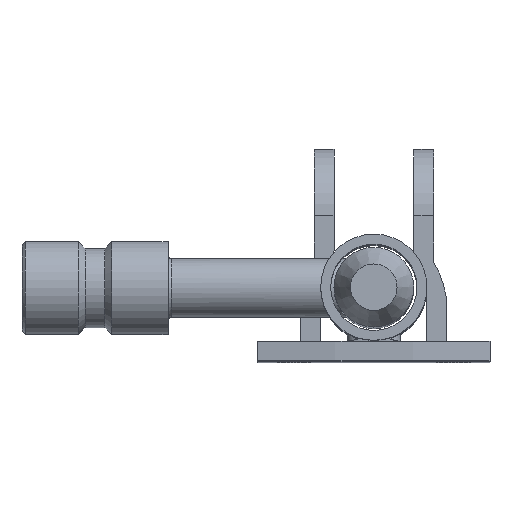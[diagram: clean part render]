
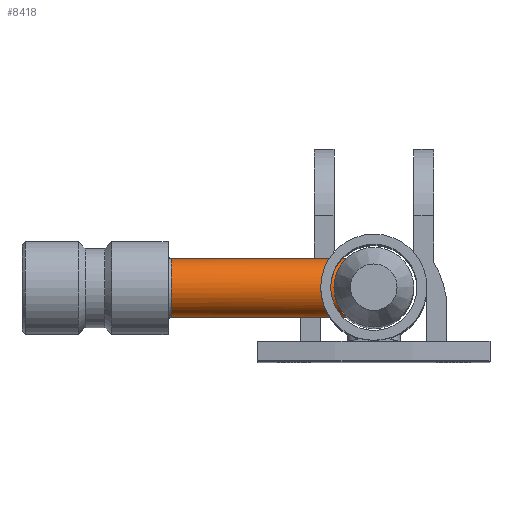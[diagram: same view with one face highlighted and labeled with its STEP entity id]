
A CAD part, top view. The second image highlights one B-rep face of the part: STEP entity #8418.
In plain terms, the highlighted cylindrical face has radius 4.4 mm (diameter 8.8 mm), a full revolution.
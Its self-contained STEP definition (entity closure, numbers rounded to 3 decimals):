
#79 = CARTESIAN_POINT ( 'NONE',  ( -4.079, 4.4, 2.3 ) ) ;
#124 = EDGE_CURVE ( 'NONE', #4371, #4371, #14390, .T. ) ;
#734 = CARTESIAN_POINT ( 'NONE',  ( -30.5, 0., -2.4 ) ) ;
#856 = CARTESIAN_POINT ( 'NONE',  ( -5.003, -3.32, 4.9 ) ) ;
#900 = CARTESIAN_POINT ( 'NONE',  ( -4.087, -4.393, 1.705 ) ) ;
#1042 = CARTESIAN_POINT ( 'NONE',  ( -6., -0.304, 6.4 ) ) ;
#1088 = CARTESIAN_POINT ( 'NONE',  ( -5.91, 1.044, 6.277 ) ) ;
#1184 = CARTESIAN_POINT ( 'NONE',  ( -5.354, 2.721, 5.469 ) ) ;
#1226 = CARTESIAN_POINT ( 'NONE',  ( -5.891, 1.175, -2.251 ) ) ;
#1275 = CARTESIAN_POINT ( 'NONE',  ( -6., 0.304, 6.4 ) ) ;
#2091 = CARTESIAN_POINT ( 'NONE',  ( -4.644, -3.805, 4.227 ) ) ;
#2148 = CARTESIAN_POINT ( 'NONE',  ( -5.975, -0.618, -2.367 ) ) ;
#2242 = CARTESIAN_POINT ( 'NONE',  ( -5.89, -1.182, 6.249 ) ) ;
#2338 = CARTESIAN_POINT ( 'NONE',  ( -5.243, 2.927, -1.297 ) ) ;
#2386 = ORIENTED_EDGE ( 'NONE', *, *, #5194, .T. ) ;
#2440 = CARTESIAN_POINT ( 'NONE',  ( -4.114, 4.368, 1.392 ) ) ;
#3418 = CARTESIAN_POINT ( 'NONE',  ( -4.53, -3.937, 3.985 ) ) ;
#3565 = CARTESIAN_POINT ( 'NONE',  ( -4.243, 4.243, 3.176 ) ) ;
#3735 = CARTESIAN_POINT ( 'NONE',  ( -4.331, 4.153, 0.539 ) ) ;
#4371 = VERTEX_POINT ( 'NONE', #6692 ) ;
#4472 = CARTESIAN_POINT ( 'NONE',  ( -4.079, -4.4, 2.304 ) ) ;
#4669 = CARTESIAN_POINT ( 'NONE',  ( -5.568, -2.251, 5.791 ) ) ;
#4720 = CARTESIAN_POINT ( 'NONE',  ( -5.976, 0.608, 6.368 ) ) ;
#4818 = CARTESIAN_POINT ( 'NONE',  ( -5.57, 2.244, -1.795 ) ) ;
#4874 = CARTESIAN_POINT ( 'NONE',  ( -5.237, 2.937, 5.288 ) ) ;
#5194 = EDGE_CURVE ( 'NONE', #6993, #6993, #7927, .T. ) ;
#5494 = DIRECTION ( 'NONE',  ( 0., 0., -1. ) ) ;
#5673 = CARTESIAN_POINT ( 'NONE',  ( -4.998, -3.328, -0.891 ) ) ;
#5861 = CARTESIAN_POINT ( 'NONE',  ( -6., 0., 6.4 ) ) ;
#5904 = CARTESIAN_POINT ( 'NONE',  ( -4.646, 3.802, -0.232 ) ) ;
#5954 = CARTESIAN_POINT ( 'NONE',  ( -4.113, 4.369, 2.597 ) ) ;
#6001 = CARTESIAN_POINT ( 'NONE',  ( -4.53, 3.937, 0.015 ) ) ;
#6062 = CARTESIAN_POINT ( 'NONE',  ( -4.328, 4.156, 3.451 ) ) ;
#6155 = CYLINDRICAL_SURFACE ( 'NONE', #13931, 4.4 ) ;
#6692 = CARTESIAN_POINT ( 'NONE',  ( -6., 0., 6.4 ) ) ;
#6875 = CARTESIAN_POINT ( 'NONE',  ( -5.576, -2.284, -1.806 ) ) ;
#6929 = CARTESIAN_POINT ( 'NONE',  ( -5.977, -0.601, 6.369 ) ) ;
#6983 = CARTESIAN_POINT ( 'NONE',  ( -5.24, -2.931, 5.293 ) ) ;
#6993 = VERTEX_POINT ( 'NONE', #734 ) ;
#7182 = CARTESIAN_POINT ( 'NONE',  ( -4.208, 4.277, 0.958 ) ) ;
#7246 = EDGE_LOOP ( 'NONE', ( #2386 ) ) ;
#7287 = CARTESIAN_POINT ( 'NONE',  ( -5.957, 0.735, -2.341 ) ) ;
#7345 = CARTESIAN_POINT ( 'NONE',  ( -4.884, 3.491, -0.692 ) ) ;
#7491 = FACE_OUTER_BOUND ( 'NONE', #7246, .T. ) ;
#7927 = CIRCLE ( 'NONE', #8777, 4.4 ) ;
#8095 = CARTESIAN_POINT ( 'NONE',  ( -5.886, -1.2, -2.244 ) ) ;
#8147 = CARTESIAN_POINT ( 'NONE',  ( -5.824, -1.468, 6.158 ) ) ;
#8200 = CARTESIAN_POINT ( 'NONE',  ( -4.526, -3.942, 0.025 ) ) ;
#8246 = CARTESIAN_POINT ( 'NONE',  ( -4.879, -3.497, 4.685 ) ) ;
#8304 = CARTESIAN_POINT ( 'NONE',  ( -4.378, 4.103, 0.405 ) ) ;
#8392 = CARTESIAN_POINT ( 'NONE',  ( -4.879, 3.498, 4.683 ) ) ;
#8418 = ADVANCED_FACE ( 'NONE', ( #7491, #12601 ), #6155, .T. ) ;
#8439 = CARTESIAN_POINT ( 'NONE',  ( -4.375, 4.107, 3.585 ) ) ;
#8496 = CARTESIAN_POINT ( 'NONE',  ( -4.526, 3.942, 3.976 ) ) ;
#8777 = AXIS2_PLACEMENT_3D ( 'NONE', #14089, #15294, #15192 ) ;
#9248 = CARTESIAN_POINT ( 'NONE',  ( -4.238, -4.248, 3.184 ) ) ;
#9450 = CARTESIAN_POINT ( 'NONE',  ( -4.144, -4.339, 1.257 ) ) ;
#9494 = CARTESIAN_POINT ( 'NONE',  ( -5.565, 2.256, 5.788 ) ) ;
#10366 = DIRECTION ( 'NONE',  ( 1., 0., 0. ) ) ;
#10496 = CARTESIAN_POINT ( 'NONE',  ( -4.119, -4.362, 1.407 ) ) ;
#10549 = CARTESIAN_POINT ( 'NONE',  ( -6., 0.136, -2.4 ) ) ;
#10640 = CARTESIAN_POINT ( 'NONE',  ( -4.641, -3.808, -0.222 ) ) ;
#10690 = CARTESIAN_POINT ( 'NONE',  ( -5.661, 2.008, 5.926 ) ) ;
#10744 = CARTESIAN_POINT ( 'NONE',  ( -4.08, 4.4, 1.691 ) ) ;
#10800 = CARTESIAN_POINT ( 'NONE',  ( -5.005, 3.317, -0.904 ) ) ;
#10903 = CARTESIAN_POINT ( 'NONE',  ( -5.359, 2.71, -1.478 ) ) ;
#11452 = CARTESIAN_POINT ( 'NONE',  ( -31., 0., 2. ) ) ;
#11695 = CARTESIAN_POINT ( 'NONE',  ( -4.236, -4.25, 0.823 ) ) ;
#11798 = CARTESIAN_POINT ( 'NONE',  ( -4.115, -4.368, 2.608 ) ) ;
#11848 = CARTESIAN_POINT ( 'NONE',  ( -4.323, -4.164, 0.549 ) ) ;
#11947 = CARTESIAN_POINT ( 'NONE',  ( -6., 0., 6.4 ) ) ;
#11970 = EDGE_LOOP ( 'NONE', ( #12259 ) ) ;
#11996 = CARTESIAN_POINT ( 'NONE',  ( -5.782, 1.607, 6.099 ) ) ;
#12063 = CARTESIAN_POINT ( 'NONE',  ( -5.973, 0.585, -2.364 ) ) ;
#12120 = CARTESIAN_POINT ( 'NONE',  ( -4.642, 3.807, 4.224 ) ) ;
#12259 = ORIENTED_EDGE ( 'NONE', *, *, #124, .F. ) ;
#12601 = FACE_OUTER_BOUND ( 'NONE', #11970, .T. ) ;
#12910 = CARTESIAN_POINT ( 'NONE',  ( -4.079, -4.4, 1.854 ) ) ;
#12953 = CARTESIAN_POINT ( 'NONE',  ( -5.999, -0.313, -2.399 ) ) ;
#13040 = CARTESIAN_POINT ( 'NONE',  ( -4.876, -3.501, -0.679 ) ) ;
#13248 = CARTESIAN_POINT ( 'NONE',  ( -5.995, 0.286, -2.393 ) ) ;
#13348 = CARTESIAN_POINT ( 'NONE',  ( -5.819, 1.468, 6.15 ) ) ;
#13931 = AXIS2_PLACEMENT_3D ( 'NONE', #11452, #10366, #5494 ) ;
#14089 = CARTESIAN_POINT ( 'NONE',  ( -30.5, 0., 2. ) ) ;
#14200 = CARTESIAN_POINT ( 'NONE',  ( -5.664, -2., 5.93 ) ) ;
#14285 = CARTESIAN_POINT ( 'NONE',  ( -5.355, -2.718, 5.471 ) ) ;
#14378 = CARTESIAN_POINT ( 'NONE',  ( -5.828, 1.455, -2.163 ) ) ;
#14390 = B_SPLINE_CURVE_WITH_KNOTS ( 'NONE', 3,
 ( #5861, #1042, #6929, #2242, #8147, #14200, #4669, #14285, #6983, #856, #8246, #2091, #3418, #15398, #9248, #11798, #4472, #12910, #900, #10496, #9450, #11695, #11848, #8200, #10640, #13040, #5673, #15448, #6875, #15300, #8095, #2148, #12953, #10549, #13248, #12063, #7287, #1226, #14378, #14546, #4818, #10903, #2338, #10800, #7345, #5904, #6001, #8304, #3735, #14490, #7182, #2440, #10744, #79, #5954, #15601, #3565, #6062, #8439, #8496, #12120, #8392, #14427, #4874, #1184, #9494, #10690, #11996, #13348, #15548, #1088, #4720, #1275, #11947 ),
 .UNSPECIFIED., .T., .F.,
 ( 4, 2, 2, 2, 2, 2, 2, 2, 2, 2, 2, 2, 2, 2, 2, 2, 2, 2, 2, 2, 2, 2, 2, 2, 2, 2, 2, 2, 2, 2, 2, 2, 2, 2, 2, 2, 4 ),
 ( 0., 0.001, 0.002, 0.003, 0.004, 0.004, 0.005, 0.006, 0.007, 0.008, 0.008, 0.009, 0.01, 0.011, 0.013, 0.013, 0.014, 0.015, 0.015, 0.016, 0.017, 0.018, 0.019, 0.02, 0.02, 0.021, 0.022, 0.022, 0.023, 0.023, 0.024, 0.025, 0.026, 0.027, 0.027, 0.028, 0.029 ),
 .UNSPECIFIED. ) ;
#14427 = CARTESIAN_POINT ( 'NONE',  ( -5., 3.325, 4.895 ) ) ;
#14490 = CARTESIAN_POINT ( 'NONE',  ( -4.246, 4.24, 0.815 ) ) ;
#14546 = CARTESIAN_POINT ( 'NONE',  ( -5.667, 1.992, -1.934 ) ) ;
#15192 = DIRECTION ( 'NONE',  ( 0., 0., -1. ) ) ;
#15294 = DIRECTION ( 'NONE',  ( 1., 0., 0. ) ) ;
#15300 = CARTESIAN_POINT ( 'NONE',  ( -5.822, -1.479, -2.154 ) ) ;
#15398 = CARTESIAN_POINT ( 'NONE',  ( -4.327, -4.159, 3.463 ) ) ;
#15448 = CARTESIAN_POINT ( 'NONE',  ( -5.356, -2.742, -1.486 ) ) ;
#15548 = CARTESIAN_POINT ( 'NONE',  ( -5.883, 1.187, 6.239 ) ) ;
#15601 = CARTESIAN_POINT ( 'NONE',  ( -4.205, 4.28, 3.032 ) ) ;
